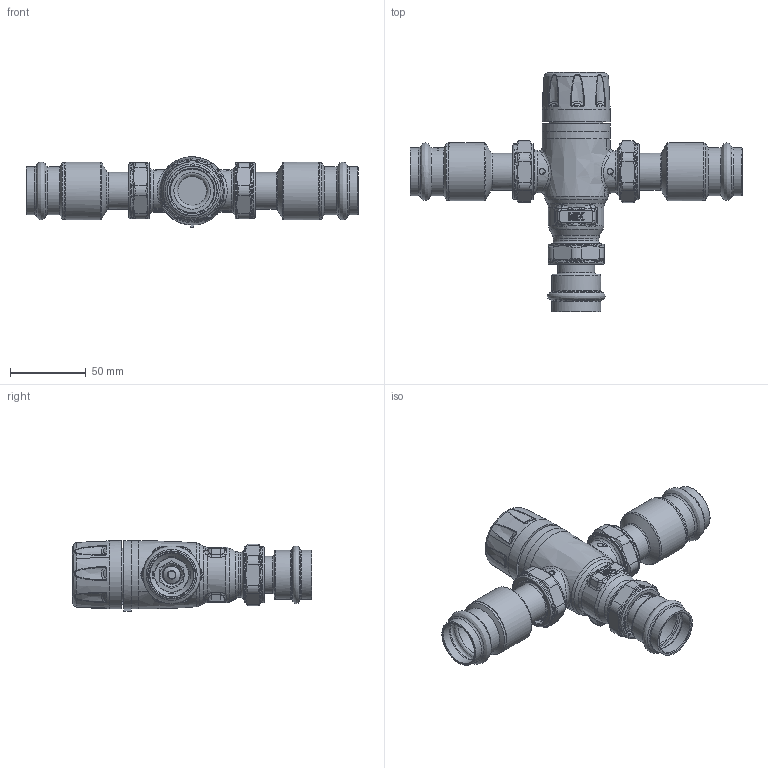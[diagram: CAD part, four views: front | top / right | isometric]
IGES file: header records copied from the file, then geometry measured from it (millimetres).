
Global section: file name: 521606AC_Simplify_1; native system: Autodesk Inventor 2025; preprocessor: unknown; author: ischreiner; date: 20250729.164832; units: inch
Bounding box: 219.07 x 157.87 x 46.48 mm (x, y, z)
Volume: 266848.7 mm3; surface area: 89744.5 mm2
Topology: 11 solids, 11 shells, 2310 faces, 5799 edges, 3450 vertices
Faces by surface type: bspline 2310
